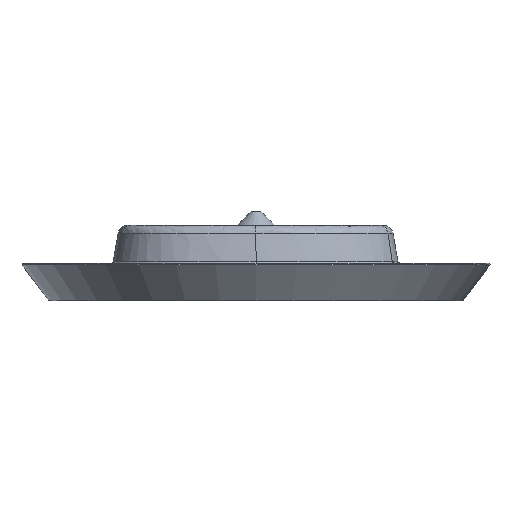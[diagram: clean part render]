
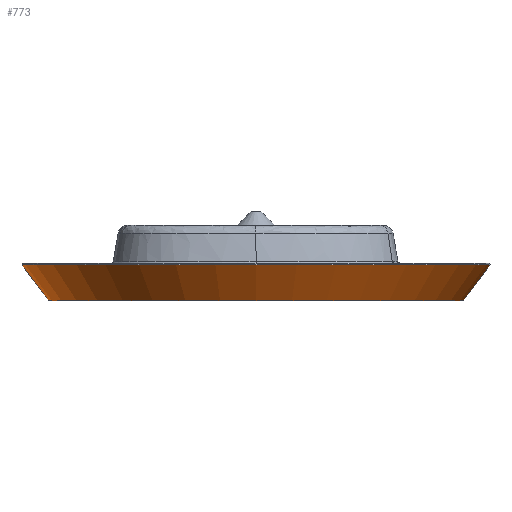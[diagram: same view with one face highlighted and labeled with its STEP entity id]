
A CAD part, front view. The second image highlights one B-rep face of the part: STEP entity #773.
In plain terms, the highlighted conical face has half-angle 36.87 degrees and reference radius 23.5 mm.
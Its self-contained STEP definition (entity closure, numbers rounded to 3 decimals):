
#121=FACE_OUTER_BOUND('',#177,.T.);
#177=EDGE_LOOP('',(#548,#549,#550,#551,#552));
#236=LINE('',#1188,#269);
#269=VECTOR('',#916,23.5);
#298=CIRCLE('',#842,24.85);
#299=CIRCLE('',#843,24.85);
#300=CIRCLE('',#846,22.);
#336=VERTEX_POINT('',#1050);
#337=VERTEX_POINT('',#1052);
#354=VERTEX_POINT('',#1187);
#407=EDGE_CURVE('',#336,#337,#298,.T.);
#408=EDGE_CURVE('',#337,#336,#299,.T.);
#425=EDGE_CURVE('',#337,#354,#236,.T.);
#426=EDGE_CURVE('',#354,#354,#300,.T.);
#548=ORIENTED_EDGE('',*,*,#407,.F.);
#549=ORIENTED_EDGE('',*,*,#408,.F.);
#550=ORIENTED_EDGE('',*,*,#425,.T.);
#551=ORIENTED_EDGE('',*,*,#426,.T.);
#552=ORIENTED_EDGE('',*,*,#425,.F.);
#769=CONICAL_SURFACE('',#845,23.5,0.644);
#773=ADVANCED_FACE('',(#121),#769,.T.);
#842=AXIS2_PLACEMENT_3D('',#1053,#904,#905);
#843=AXIS2_PLACEMENT_3D('',#1054,#906,#907);
#845=AXIS2_PLACEMENT_3D('',#1186,#914,#915);
#846=AXIS2_PLACEMENT_3D('',#1189,#917,#918);
#904=DIRECTION('center_axis',(0.,0.,1.));
#905=DIRECTION('ref_axis',(1.,0.,0.));
#906=DIRECTION('center_axis',(0.,0.,1.));
#907=DIRECTION('ref_axis',(1.,0.,0.));
#914=DIRECTION('center_axis',(0.,0.,1.));
#915=DIRECTION('ref_axis',(-1.,0.,0.));
#916=DIRECTION('',(-0.6,0.,-0.8));
#917=DIRECTION('center_axis',(0.,0.,1.));
#918=DIRECTION('ref_axis',(-1.,0.,0.));
#1050=CARTESIAN_POINT('',(-24.656,-0.004,-0.2));
#1052=CARTESIAN_POINT('',(25.044,-0.004,-0.2));
#1053=CARTESIAN_POINT('Origin',(0.194,-0.004,-0.2));
#1054=CARTESIAN_POINT('Origin',(0.194,-0.004,-0.2));
#1186=CARTESIAN_POINT('Origin',(0.194,-0.004,
-2.));
#1187=CARTESIAN_POINT('',(22.194,-0.004,-4.));
#1188=CARTESIAN_POINT('',(23.694,-0.004,-2.));
#1189=CARTESIAN_POINT('Origin',(0.194,-0.004,
-4.));
